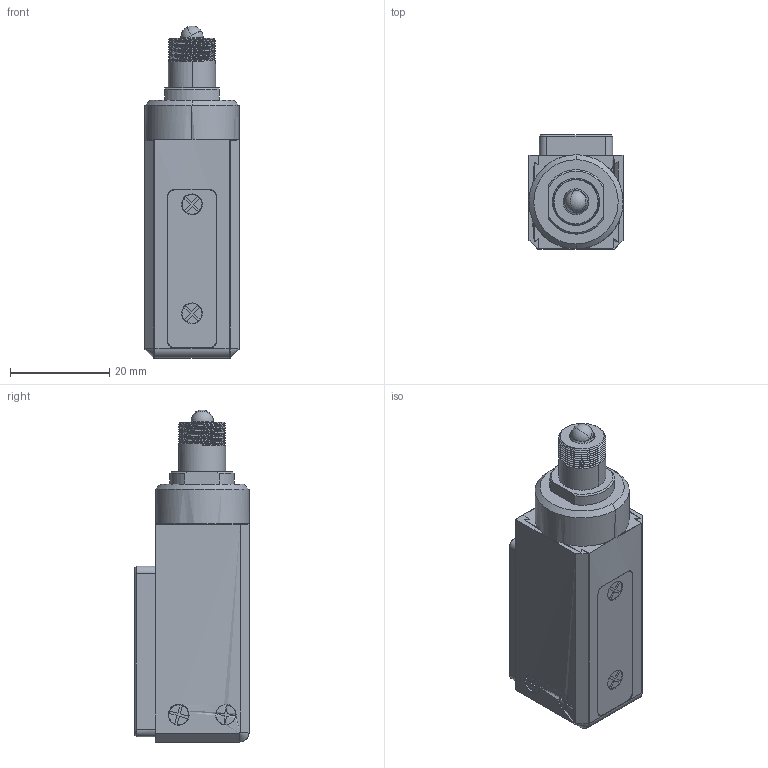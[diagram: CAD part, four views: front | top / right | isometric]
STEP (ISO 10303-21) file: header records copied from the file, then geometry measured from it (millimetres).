
FILE_DESCRIPTION (( 'STEP AP203' ), '1' );
FILE_NAME ('527211.STEP', '2025-07-01T07:58:25', ( '' ), ( '' ), 'SwSTEP 2.0', 'SolidWorks 2020', '' );
FILE_SCHEMA (( 'CONFIG_CONTROL_DESIGN' ));
Length unit declared in the file: millimetre
Products named in the file (1): 527211
Bounding box: 19 x 23.1 x 66.99 mm (x, y, z)
Surface area: 7529.2 mm2 (no closed solid volume)
Topology: 0 solids, 8 shells, 301 faces, 972 edges, 671 vertices
Faces by surface type: plane 197, cylinder 79, cone 16, sphere 4, bspline 3, torus 2
Entity records: 17596 total; most frequent: CARTESIAN_POINT 11075, ORIENTED_EDGE 1671, EDGE_CURVE 966, B_SPLINE_CURVE_WITH_KNOTS 955, VERTEX_POINT 671, DIRECTION 602, EDGE_LOOP 334, AXIS2_PLACEMENT_3D 301
